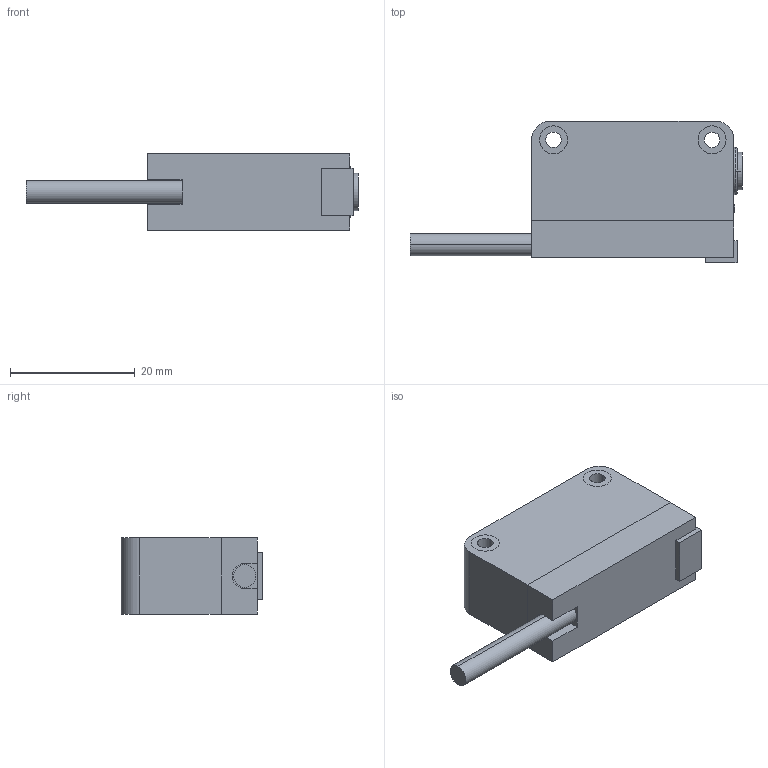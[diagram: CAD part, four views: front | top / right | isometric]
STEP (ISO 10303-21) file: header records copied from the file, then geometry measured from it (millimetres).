
FILE_DESCRIPTION (( 'STEP AP203' ), '1' );
FILE_NAME ('錨璃6.STEP', '2022-04-06T08:34:03', ( '' ), ( '' ), 'SwSTEP 2.0', 'SolidWorks 2018', '' );
FILE_SCHEMA (( 'CONFIG_CONTROL_DESIGN' ));
Length unit declared in the file: millimetre
Products named in the file (1): 錨璃6
Bounding box: 53.2 x 22.7 x 12.2 mm (x, y, z)
Volume: 8381 mm3; surface area: 5596.8 mm2
Topology: 8 solids, 8 shells, 102 faces, 241 edges, 160 vertices
Faces by surface type: plane 72, cylinder 28, torus 2
Entity records: 3012 total; most frequent: DIRECTION 507, CARTESIAN_POINT 504, ORIENTED_EDGE 482, EDGE_CURVE 241, LINE 181, VECTOR 181, AXIS2_PLACEMENT_3D 163, VERTEX_POINT 160
